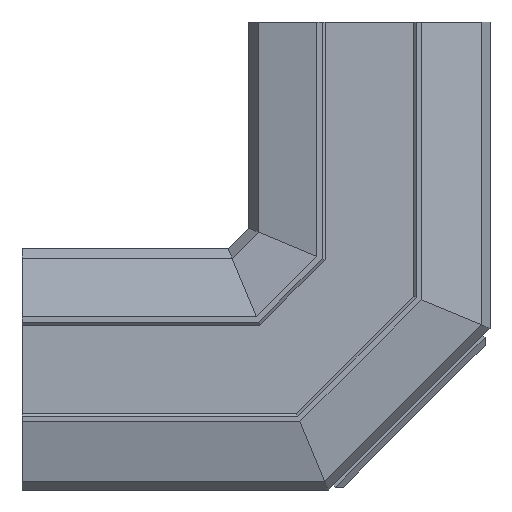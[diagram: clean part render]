
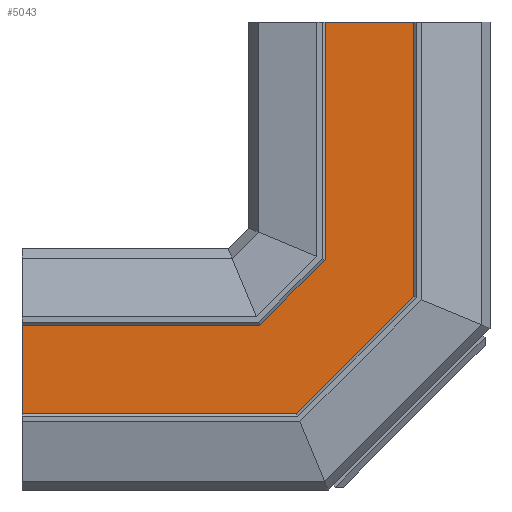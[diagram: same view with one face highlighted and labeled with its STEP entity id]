
A CAD part, front view. The second image highlights one B-rep face of the part: STEP entity #5043.
In plain terms, the highlighted planar face has unit normal (0, -1, 0).
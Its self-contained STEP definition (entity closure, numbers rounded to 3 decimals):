
#162=DIRECTION('',(0.707,0.,0.707));
#163=VECTOR('',#162,31.403);
#164=CARTESIAN_POINT('',(1.289,-29.,-23.494));
#165=LINE('',#164,#163);
#330=DIRECTION('',(1.,0.,0.));
#331=VECTOR('',#330,30.);
#332=CARTESIAN_POINT('',(23.494,-29.,79.5));
#333=LINE('',#332,#331);
#1329=DIRECTION('',(0.,0.,-1.));
#1330=VECTOR('',#1329,30.);
#1331=CARTESIAN_POINT('',(-79.5,-29.,-23.494));
#1332=LINE('',#1331,#1330);
#2464=DIRECTION('',(0.,0.,-1.));
#2465=VECTOR('',#2464,80.789);
#2466=CARTESIAN_POINT('',(23.494,-29.,79.5));
#2467=LINE('',#2466,#2465);
#2471=DIRECTION('',(0.707,0.,0.707));
#2472=VECTOR('',#2471,56.256);
#2473=CARTESIAN_POINT('',(13.715,-29.,-53.494));
#2474=LINE('',#2473,#2472);
#2478=DIRECTION('',(1.,0.,0.));
#2479=VECTOR('',#2478,80.789);
#2480=CARTESIAN_POINT('',(-79.5,-29.,-23.494));
#2481=LINE('',#2480,#2479);
#2485=DIRECTION('',(0.,0.,-1.));
#2486=VECTOR('',#2485,93.215);
#2487=CARTESIAN_POINT('',(53.494,-29.,79.5));
#2488=LINE('',#2487,#2486);
#2499=DIRECTION('',(1.,0.,0.));
#2500=VECTOR('',#2499,93.215);
#2501=CARTESIAN_POINT('',(-79.5,-29.,-53.494));
#2502=LINE('',#2501,#2500);
#2809=CARTESIAN_POINT('',(-79.5,-29.,-23.494));
#2811=VERTEX_POINT('',#2809);
#2812=CARTESIAN_POINT('',(-79.5,-29.,-53.494));
#2813=VERTEX_POINT('',#2812);
#2825=CARTESIAN_POINT('',(23.494,-29.,79.5));
#2827=VERTEX_POINT('',#2825);
#2828=CARTESIAN_POINT('',(53.494,-29.,79.5));
#2829=VERTEX_POINT('',#2828);
#2844=CARTESIAN_POINT('',(1.289,-29.,-23.494));
#2845=VERTEX_POINT('',#2844);
#2846=CARTESIAN_POINT('',(13.715,-29.,-53.494));
#2847=VERTEX_POINT('',#2846);
#2856=CARTESIAN_POINT('',(53.494,-29.,-13.715));
#2857=VERTEX_POINT('',#2856);
#2868=CARTESIAN_POINT('',(23.494,-29.,-1.289));
#2869=VERTEX_POINT('',#2868);
#5025=CARTESIAN_POINT('',(-79.5,-29.,-23.494));
#5026=DIRECTION('',(0.,1.,0.));
#5027=DIRECTION('',(0.,0.,-1.));
#5028=AXIS2_PLACEMENT_3D('',#5025,#5026,#5027);
#5029=PLANE('',#5028);
#5030=ORIENTED_EDGE('',*,*,#3171,.T.);
#5031=ORIENTED_EDGE('',*,*,#3186,.F.);
#5032=ORIENTED_EDGE('',*,*,#3231,.T.);
#5034=ORIENTED_EDGE('',*,*,#5033,.T.);
#5036=ORIENTED_EDGE('',*,*,#5035,.F.);
#5038=ORIENTED_EDGE('',*,*,#5037,.F.);
#5039=ORIENTED_EDGE('',*,*,#3903,.F.);
#5040=ORIENTED_EDGE('',*,*,#3156,.T.);
#5041=EDGE_LOOP('',(#5030,#5031,#5032,#5034,#5036,#5038,#5039,#5040));
#5042=FACE_OUTER_BOUND('',#5041,.F.);
#5043=ADVANCED_FACE('',(#5042),#5029,.F.);
#3156=EDGE_CURVE('',#2811,#2845,#2481,.T.);
#3171=EDGE_CURVE('',#2845,#2869,#165,.T.);
#3186=EDGE_CURVE('',#2827,#2869,#2467,.T.);
#3231=EDGE_CURVE('',#2827,#2829,#333,.T.);
#3903=EDGE_CURVE('',#2811,#2813,#1332,.T.);
#5033=EDGE_CURVE('',#2829,#2857,#2488,.T.);
#5035=EDGE_CURVE('',#2847,#2857,#2474,.T.);
#5037=EDGE_CURVE('',#2813,#2847,#2502,.T.);
